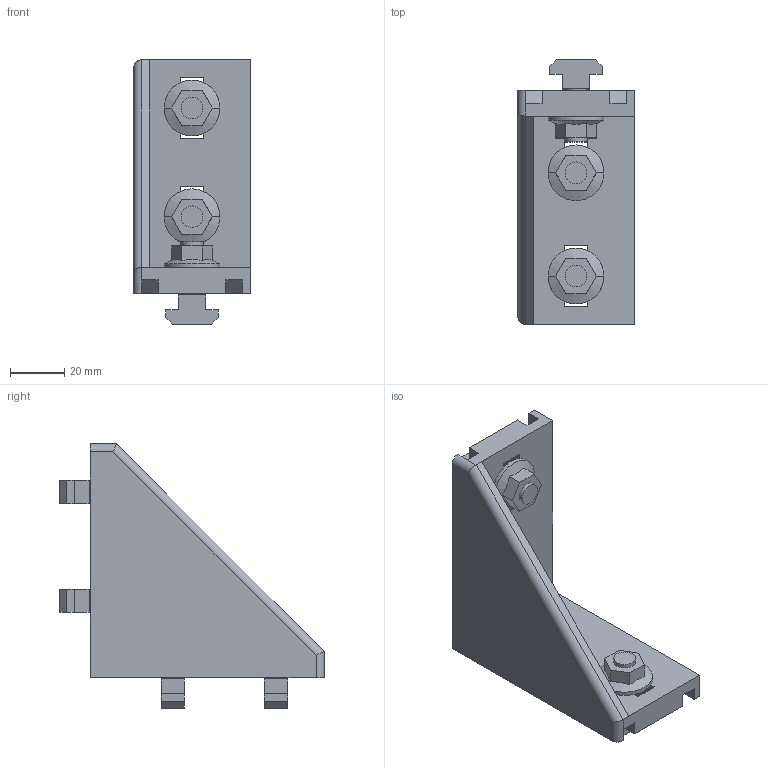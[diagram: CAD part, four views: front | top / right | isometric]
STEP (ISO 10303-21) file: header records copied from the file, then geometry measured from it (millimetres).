
FILE_DESCRIPTION(('STEP AP214'),'1');
FILE_NAME('cctmp_EC8904D2-D37E-4907-A872-452813B1E752_2020_2_11_16_38_29_610..stp','2020-02-11T15:38:29',('Bosch Rexroth AG'),('CADClick - www.CADClick.com'),'Spatial InterOp 3D',' ','unknown authorization - (Healing Option Enabled)');
FILE_SCHEMA(('AUTOMOTIVE_DESIGN'));
Length unit declared in the file: millimetre
Products named in the file (1): 2020_02_11__16-38-29-603
Bounding box: 43 x 97.3 x 97.3 mm (x, y, z)
Volume: 80316.2 mm3; surface area: 33911.1 mm2
Topology: 1 solids, 1 shells, 161 faces, 423 edges, 270 vertices
Faces by surface type: plane 126, cylinder 27, cone 8
Entity records: 6369 total; most frequent: CARTESIAN_POINT 1063, ORIENTED_EDGE 846, DIRECTION 785, EDGE_CURVE 423, LINE 333, VECTOR 333, VERTEX_POINT 270, AXIS2_PLACEMENT_3D 226
